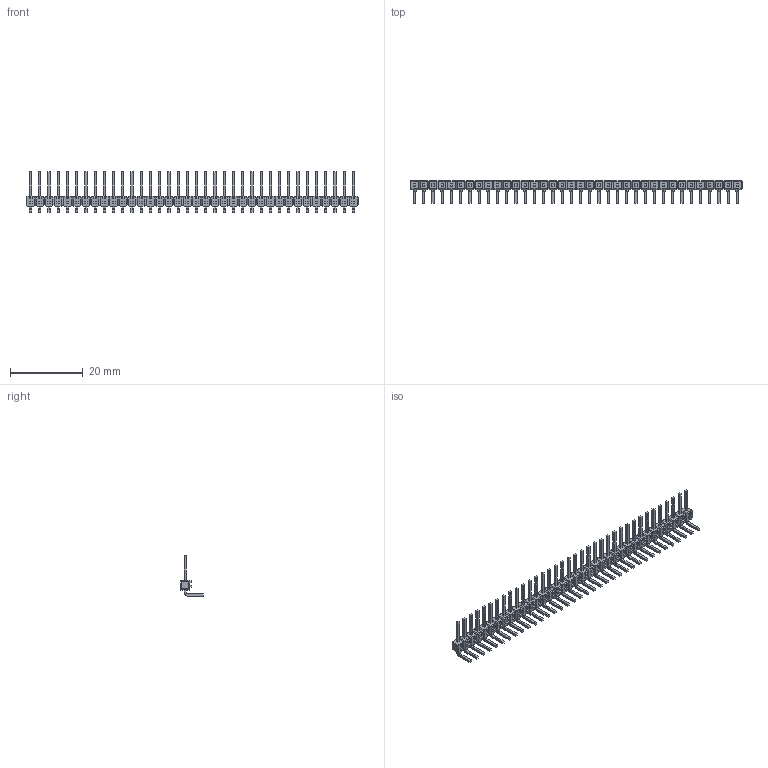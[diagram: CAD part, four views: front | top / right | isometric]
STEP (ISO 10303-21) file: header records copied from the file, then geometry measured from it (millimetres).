
FILE_DESCRIPTION((''),'2;1');
FILE_NAME('C-3-826631-6','2017-07-12T',('workeradm'),('Tyco Electronics Ltd.'),'CREO PARAMETRIC BY PTC INC, 2016050','CREO PARAMETRIC BY PTC INC, 2016050','');
FILE_SCHEMA(('AUTOMOTIVE_DESIGN { 1 0 10303 214 1 1 1 1 }'));
Length unit declared in the file: millimetre
Products named in the file (1): C-3-826631-6
Bounding box: 91.44 x 6.25 x 11.12 mm (x, y, z)
Volume: 771.5 mm3; surface area: 2320 mm2
Topology: 1 solids, 1 shells, 1550 faces, 4108 edges, 2668 vertices
Faces by surface type: plane 1370, cylinder 180
Entity records: 47075 total; most frequent: CARTESIAN_POINT 8871, ORIENTED_EDGE 8216, DIRECTION 7136, EDGE_CURVE 4108, VECTOR 3604, LINE 3604, VERTEX_POINT 2668, AXIS2_PLACEMENT_3D 1766
